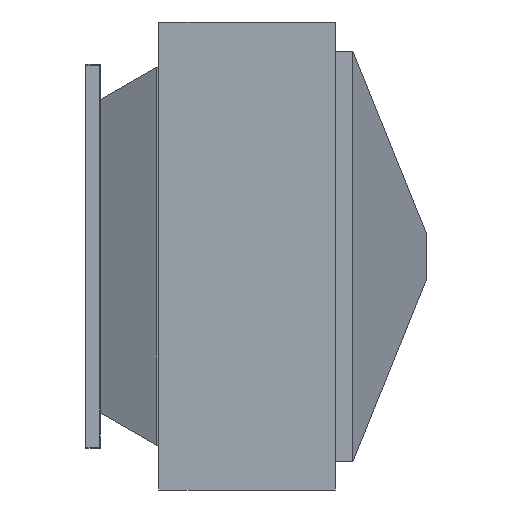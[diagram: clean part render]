
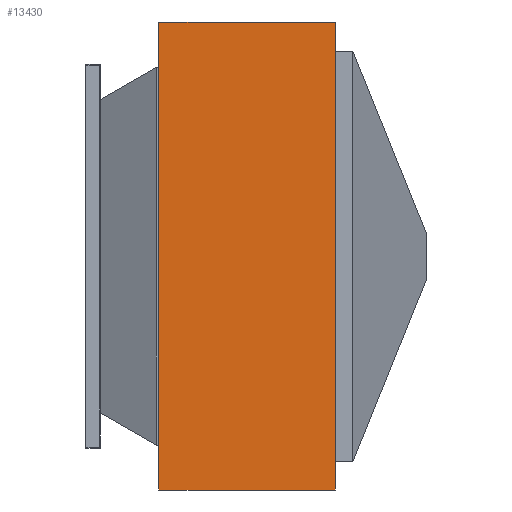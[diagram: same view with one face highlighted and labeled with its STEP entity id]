
A CAD part, front view. The second image highlights one B-rep face of the part: STEP entity #13430.
In plain terms, the highlighted planar face has unit normal (0, -1, 0).
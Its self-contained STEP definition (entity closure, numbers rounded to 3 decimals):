
#1550=CARTESIAN_POINT('',(120.,-5886.675,
398.127));
#1560=VERTEX_POINT('',#1550);
#1610=CARTESIAN_POINT('',(120.,-5886.675,
-581.873));
#1620=DIRECTION('',(0.,0.,1.));
#1630=VECTOR('',#1620,1.);
#1640=LINE('',#1610,#1630);
#1650=CARTESIAN_POINT('',(120.,-5886.675,
-581.873));
#1660=VERTEX_POINT('',#1650);
#1670=EDGE_CURVE('',#1660,#1560,#1640,.T.);
#2730=CARTESIAN_POINT('',(490.,-5886.675,
-581.873));
#2740=VERTEX_POINT('',#2730);
#2770=CARTESIAN_POINT('',(490.,-5886.675,
-581.873));
#2780=DIRECTION('',(0.,0.,1.));
#2790=VECTOR('',#2780,1.);
#2800=LINE('',#2770,#2790);
#2810=CARTESIAN_POINT('',(490.,-5886.675,
398.127));
#2820=VERTEX_POINT('',#2810);
#2830=EDGE_CURVE('',#2740,#2820,#2800,.T.);
#3230=CARTESIAN_POINT('',(120.,-5886.675,
398.127));
#3240=DIRECTION('',(1.,0.,0.));
#3250=VECTOR('',#3240,1.);
#3260=LINE('',#3230,#3250);
#3270=EDGE_CURVE('',#1560,#2820,#3260,.T.);
#13270=CARTESIAN_POINT('',(120.,-5886.675,
-581.873));
#13280=DIRECTION('',(0.,-1.,0.));
#13290=DIRECTION('',(0.,0.,1.));
#13300=AXIS2_PLACEMENT_3D('',#13270,#13280,#13290);
#13310=PLANE('',#13300);
#13320=ORIENTED_EDGE('',*,*,#3270,.F.);
#13330=ORIENTED_EDGE('',*,*,#2830,.T.);
#13340=CARTESIAN_POINT('',(120.,-5886.675,
-581.873));
#13350=DIRECTION('',(1.,0.,0.));
#13360=VECTOR('',#13350,1.);
#13370=LINE('',#13340,#13360);
#13380=EDGE_CURVE('',#1660,#2740,#13370,.T.);
#13390=ORIENTED_EDGE('',*,*,#13380,.T.);
#13400=ORIENTED_EDGE('',*,*,#1670,.F.);
#13410=EDGE_LOOP('',(#13400,#13390,#13330,#13320));
#13420=FACE_OUTER_BOUND('',#13410,.T.);
#13430=ADVANCED_FACE('',(#13420),#13310,.T.);
